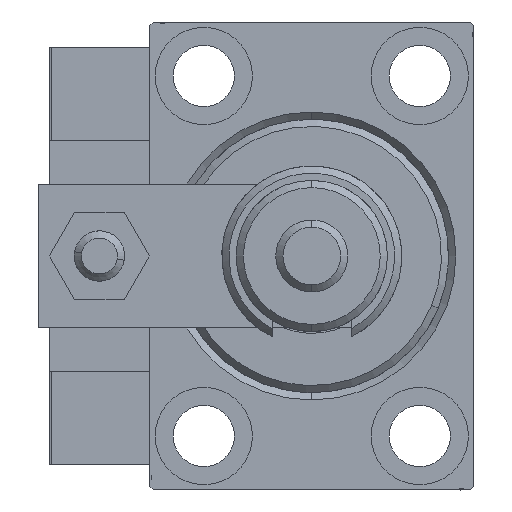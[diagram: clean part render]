
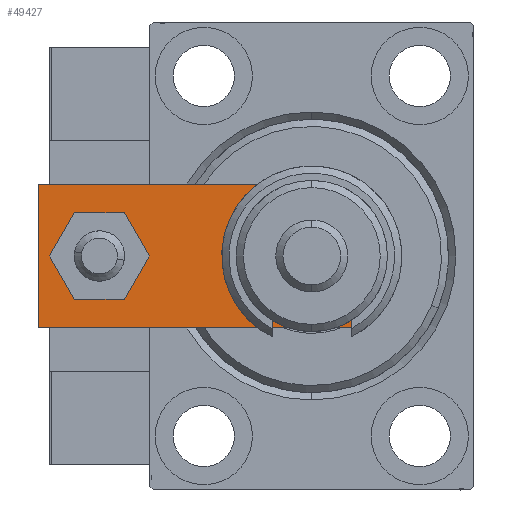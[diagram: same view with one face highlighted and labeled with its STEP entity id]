
A CAD part, left-side view. The second image highlights one B-rep face of the part: STEP entity #49427.
In plain terms, the highlighted face is planar.
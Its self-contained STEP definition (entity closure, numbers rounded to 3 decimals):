
#68 = EDGE_CURVE ( 'NONE', #14389, #7835, #26497, .T. ) ;
#1424 = FACE_BOUND ( 'NONE', #44411, .T. ) ;
#2177 = AXIS2_PLACEMENT_3D ( 'NONE', #8343, #32437, #48778 ) ;
#3070 = DIRECTION ( 'NONE',  ( 1., 0., 0. ) ) ;
#3880 = ORIENTED_EDGE ( 'NONE', *, *, #68, .T. ) ;
#4667 = EDGE_LOOP ( 'NONE', ( #22977, #3880, #37405, #10953, #28745, #23315 ) ) ;
#4907 = FACE_BOUND ( 'NONE', #32852, .T. ) ;
#5195 = CARTESIAN_POINT ( 'NONE',  ( 10., 48., 6. ) ) ;
#6441 = AXIS2_PLACEMENT_3D ( 'NONE', #17412, #50382, #41823 ) ;
#7291 = DIRECTION ( 'NONE',  ( 1., 0., 0. ) ) ;
#7378 = CIRCLE ( 'NONE', #41603, 4. ) ;
#7542 = VERTEX_POINT ( 'NONE', #14820 ) ;
#7835 = VERTEX_POINT ( 'NONE', #25774 ) ;
#7876 = VECTOR ( 'NONE', #8550, 1000. ) ;
#8343 = CARTESIAN_POINT ( 'NONE',  ( 0., 39.5, 6. ) ) ;
#8550 = DIRECTION ( 'NONE',  ( 0., -1., 0. ) ) ;
#10161 = DIRECTION ( 'NONE',  ( 0., 0., 1. ) ) ;
#10953 = ORIENTED_EDGE ( 'NONE', *, *, #42775, .T. ) ;
#11612 = ORIENTED_EDGE ( 'NONE', *, *, #13941, .F. ) ;
#11932 = VERTEX_POINT ( 'NONE', #22027 ) ;
#13081 = LINE ( 'NONE', #20333, #7876 ) ;
#13403 = VECTOR ( 'NONE', #49655, 1000. ) ;
#13625 = VECTOR ( 'NONE', #43623, 1000. ) ;
#13722 = DIRECTION ( 'NONE',  ( 0., 0., 1. ) ) ;
#13941 = EDGE_CURVE ( 'NONE', #26027, #33508, #32976, .T. ) ;
#14389 = VERTEX_POINT ( 'NONE', #26858 ) ;
#14411 = CARTESIAN_POINT ( 'NONE',  ( 2.88, -2.88, 6. ) ) ;
#14820 = CARTESIAN_POINT ( 'NONE',  ( -10., 48., 6. ) ) ;
#14972 = EDGE_CURVE ( 'NONE', #32662, #11932, #7378, .T. ) ;
#15065 = CARTESIAN_POINT ( 'NONE',  ( 10., 48., 6. ) ) ;
#16931 = CARTESIAN_POINT ( 'NONE',  ( 4., 39.5, 6. ) ) ;
#17412 = CARTESIAN_POINT ( 'NONE',  ( 0., 10., 6. ) ) ;
#18085 = VERTEX_POINT ( 'NONE', #30513 ) ;
#18956 = CARTESIAN_POINT ( 'NONE',  ( 0., 39.5, 6. ) ) ;
#19216 = VECTOR ( 'NONE', #7291, 1000. ) ;
#19941 = CARTESIAN_POINT ( 'NONE',  ( 10., 0., 6. ) ) ;
#20333 = CARTESIAN_POINT ( 'NONE',  ( -10., 48., 6. ) ) ;
#20653 = CARTESIAN_POINT ( 'NONE',  ( -10., 0., 6. ) ) ;
#20976 = CIRCLE ( 'NONE', #28679, 7.25 ) ;
#21231 = FACE_OUTER_BOUND ( 'NONE', #4667, .T. ) ;
#22027 = CARTESIAN_POINT ( 'NONE',  ( -4., 39.5, 6. ) ) ;
#22857 = EDGE_CURVE ( 'NONE', #7542, #14389, #13081, .T. ) ;
#22977 = ORIENTED_EDGE ( 'NONE', *, *, #22857, .T. ) ;
#23315 = ORIENTED_EDGE ( 'NONE', *, *, #41965, .T. ) ;
#23547 = CIRCLE ( 'NONE', #2177, 4. ) ;
#25774 = CARTESIAN_POINT ( 'NONE',  ( -5.76, 0., 6. ) ) ;
#26027 = VERTEX_POINT ( 'NONE', #47135 ) ;
#26497 = LINE ( 'NONE', #51672, #44563 ) ;
#26858 = CARTESIAN_POINT ( 'NONE',  ( -10., 4.24, 6. ) ) ;
#27272 = LINE ( 'NONE', #14411, #13625 ) ;
#28639 = EDGE_CURVE ( 'NONE', #7835, #18085, #45049, .T. ) ;
#28679 = AXIS2_PLACEMENT_3D ( 'NONE', #47785, #39482, #3070 ) ;
#28745 = ORIENTED_EDGE ( 'NONE', *, *, #36353, .T. ) ;
#29318 = DIRECTION ( 'NONE',  ( -1., 0., 0. ) ) ;
#30340 = PLANE ( 'NONE',  #41526 ) ;
#30513 = CARTESIAN_POINT ( 'NONE',  ( 5.76, 0., 6. ) ) ;
#31011 = VERTEX_POINT ( 'NONE', #15065 ) ;
#32437 = DIRECTION ( 'NONE',  ( 0., 0., 1. ) ) ;
#32662 = VERTEX_POINT ( 'NONE', #16931 ) ;
#32852 = EDGE_LOOP ( 'NONE', ( #49485, #50209 ) ) ;
#32976 = CIRCLE ( 'NONE', #6441, 7.25 ) ;
#33268 = VERTEX_POINT ( 'NONE', #50294 ) ;
#33310 = LINE ( 'NONE', #19941, #13403 ) ;
#33508 = VERTEX_POINT ( 'NONE', #43310 ) ;
#36353 = EDGE_CURVE ( 'NONE', #33268, #31011, #33310, .T. ) ;
#37405 = ORIENTED_EDGE ( 'NONE', *, *, #28639, .T. ) ;
#37522 = VECTOR ( 'NONE', #29318, 1000. ) ;
#39482 = DIRECTION ( 'NONE',  ( 0., 0., 1. ) ) ;
#41526 = AXIS2_PLACEMENT_3D ( 'NONE', #50430, #13722, #46400 ) ;
#41603 = AXIS2_PLACEMENT_3D ( 'NONE', #18956, #10161, #47900 ) ;
#41823 = DIRECTION ( 'NONE',  ( 1., 0., 0. ) ) ;
#41965 = EDGE_CURVE ( 'NONE', #31011, #7542, #49666, .T. ) ;
#42775 = EDGE_CURVE ( 'NONE', #18085, #33268, #27272, .T. ) ;
#42851 = DIRECTION ( 'NONE',  ( 0.707, -0.707, 0. ) ) ;
#43310 = CARTESIAN_POINT ( 'NONE',  ( 7.25, 10., 6. ) ) ;
#43623 = DIRECTION ( 'NONE',  ( 0.707, 0.707, 0. ) ) ;
#44411 = EDGE_LOOP ( 'NONE', ( #11612, #50059 ) ) ;
#44563 = VECTOR ( 'NONE', #42851, 1000. ) ;
#44644 = EDGE_CURVE ( 'NONE', #33508, #26027, #20976, .T. ) ;
#45032 = EDGE_CURVE ( 'NONE', #11932, #32662, #23547, .T. ) ;
#45049 = LINE ( 'NONE', #20653, #19216 ) ;
#46400 = DIRECTION ( 'NONE',  ( 1., 0., 0. ) ) ;
#47135 = CARTESIAN_POINT ( 'NONE',  ( -7.25, 10., 6. ) ) ;
#47785 = CARTESIAN_POINT ( 'NONE',  ( 0., 10., 6. ) ) ;
#47900 = DIRECTION ( 'NONE',  ( 1., 0., 0. ) ) ;
#48778 = DIRECTION ( 'NONE',  ( 1., 0., 0. ) ) ;
#49427 = ADVANCED_FACE ( 'NONE', ( #4907, #21231, #1424 ), #30340, .T. ) ;
#49485 = ORIENTED_EDGE ( 'NONE', *, *, #45032, .F. ) ;
#49655 = DIRECTION ( 'NONE',  ( 0., 1., 0. ) ) ;
#49666 = LINE ( 'NONE', #5195, #37522 ) ;
#50059 = ORIENTED_EDGE ( 'NONE', *, *, #44644, .F. ) ;
#50209 = ORIENTED_EDGE ( 'NONE', *, *, #14972, .F. ) ;
#50294 = CARTESIAN_POINT ( 'NONE',  ( 10., 4.24, 6. ) ) ;
#50382 = DIRECTION ( 'NONE',  ( 0., 0., 1. ) ) ;
#50430 = CARTESIAN_POINT ( 'NONE',  ( 0., 0., 6. ) ) ;
#51672 = CARTESIAN_POINT ( 'NONE',  ( -2.88, -2.88, 6. ) ) ;
